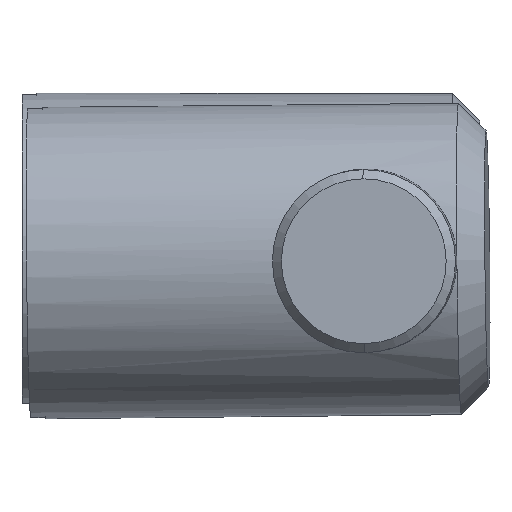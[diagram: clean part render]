
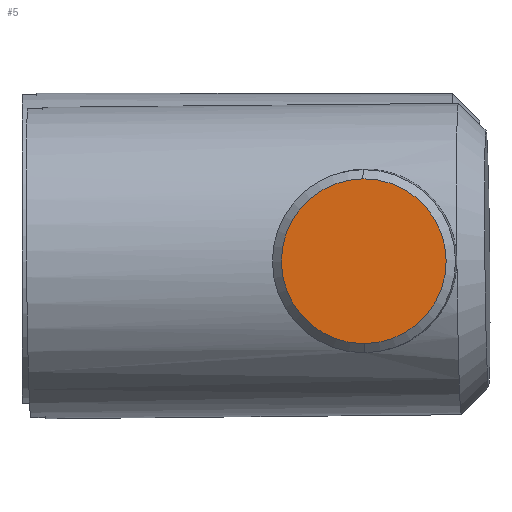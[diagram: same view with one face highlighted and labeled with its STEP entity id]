
A CAD part, left-side view. The second image highlights one B-rep face of the part: STEP entity #5.
In plain terms, the highlighted planar face has unit normal (-1, 0.019, -0.006).
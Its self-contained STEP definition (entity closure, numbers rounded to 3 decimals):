
#5 = ADVANCED_FACE ( 'NONE', ( #4746 ), #5299, .T. ) ;
#139 = DIRECTION ( 'NONE',  ( -1., 0.019, -0.006 ) ) ;
#443 = CIRCLE ( 'NONE', #3637, 4.5 ) ;
#2031 = EDGE_LOOP ( 'NONE', ( #3711, #5593 ) ) ;
#2214 = CARTESIAN_POINT ( 'NONE',  ( 48.999, -25.953, 5.683 ) ) ;
#2938 = DIRECTION ( 'NONE',  ( -1., 0.019, -0.006 ) ) ;
#3224 = EDGE_CURVE ( 'NONE', #6274, #4787, #4269, .T. ) ;
#3433 = EDGE_CURVE ( 'NONE', #4787, #6274, #443, .T. ) ;
#3637 = AXIS2_PLACEMENT_3D ( 'NONE', #4869, #139, #4006 ) ;
#3711 = ORIENTED_EDGE ( 'NONE', *, *, #3433, .T. ) ;
#3894 = CARTESIAN_POINT ( 'NONE',  ( 49.048, -26.041, -3.317 ) ) ;
#3962 = AXIS2_PLACEMENT_3D ( 'NONE', #4200, #5706, #5678 ) ;
#4006 = DIRECTION ( 'NONE',  ( -0.005, 0.01, 1. ) ) ;
#4200 = CARTESIAN_POINT ( 'NONE',  ( 49.024, -25.997, 1.183 ) ) ;
#4269 = CIRCLE ( 'NONE', #3962, 4.5 ) ;
#4302 = DIRECTION ( 'NONE',  ( -0.005, 0.01, 1. ) ) ;
#4746 = FACE_OUTER_BOUND ( 'NONE', #2031, .T. ) ;
#4787 = VERTEX_POINT ( 'NONE', #3894 ) ;
#4869 = CARTESIAN_POINT ( 'NONE',  ( 49.024, -25.997, 1.183 ) ) ;
#5299 = PLANE ( 'NONE',  #5717 ) ;
#5593 = ORIENTED_EDGE ( 'NONE', *, *, #3224, .T. ) ;
#5678 = DIRECTION ( 'NONE',  ( -0.005, 0.01, 1. ) ) ;
#5706 = DIRECTION ( 'NONE',  ( -1., 0.019, -0.006 ) ) ;
#5717 = AXIS2_PLACEMENT_3D ( 'NONE', #5838, #2938, #4302 ) ;
#5838 = CARTESIAN_POINT ( 'NONE',  ( 49.024, -25.997, 1.183 ) ) ;
#6274 = VERTEX_POINT ( 'NONE', #2214 ) ;
